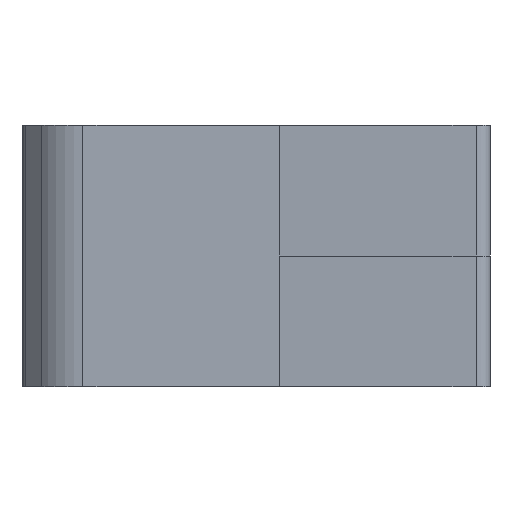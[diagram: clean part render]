
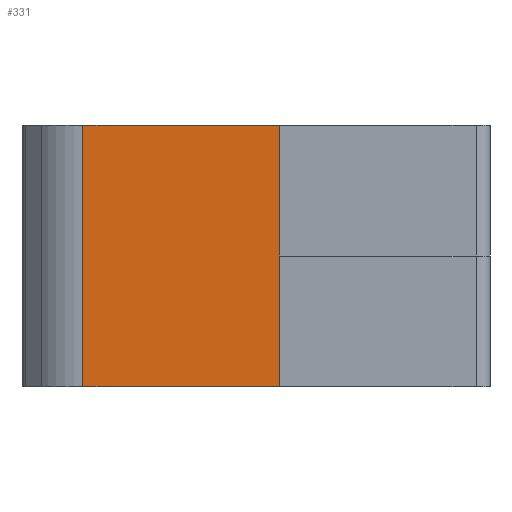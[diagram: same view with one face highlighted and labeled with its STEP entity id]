
A CAD part, left-side view. The second image highlights one B-rep face of the part: STEP entity #331.
In plain terms, the highlighted planar face has unit normal (-0.999, 0.035, 0).
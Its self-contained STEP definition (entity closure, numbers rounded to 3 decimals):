
#32 = VERTEX_POINT('',#33);
#33 = CARTESIAN_POINT('',(-80.187,19.702,-10.));
#40 = EDGE_CURVE('',#32,#41,#43,.T.);
#41 = VERTEX_POINT('',#42);
#42 = CARTESIAN_POINT('',(-80.712,4.657,-10.));
#43 = LINE('',#44,#45);
#44 = CARTESIAN_POINT('',(-80.121,21.59,-10.));
#45 = VECTOR('',#46,1.);
#46 = DIRECTION('',(-0.035,-0.999,0.));
#289 = VERTEX_POINT('',#290);
#290 = CARTESIAN_POINT('',(-80.187,19.702,10.));
#297 = EDGE_CURVE('',#32,#289,#298,.T.);
#298 = LINE('',#299,#300);
#299 = CARTESIAN_POINT('',(-80.187,19.702,-10.));
#300 = VECTOR('',#301,1.);
#301 = DIRECTION('',(0.,0.,1.));
#331 = ADVANCED_FACE('',(#332),#358,.F.);
#332 = FACE_BOUND('',#333,.F.);
#333 = EDGE_LOOP('',(#334,#335,#336,#344,#352));
#334 = ORIENTED_EDGE('',*,*,#40,.F.);
#335 = ORIENTED_EDGE('',*,*,#297,.T.);
#336 = ORIENTED_EDGE('',*,*,#337,.T.);
#337 = EDGE_CURVE('',#289,#338,#340,.T.);
#338 = VERTEX_POINT('',#339);
#339 = CARTESIAN_POINT('',(-80.712,4.657,10.));
#340 = LINE('',#341,#342);
#341 = CARTESIAN_POINT('',(-80.121,21.59,10.));
#342 = VECTOR('',#343,1.);
#343 = DIRECTION('',(-0.035,-0.999,0.));
#344 = ORIENTED_EDGE('',*,*,#345,.F.);
#345 = EDGE_CURVE('',#346,#338,#348,.T.);
#346 = VERTEX_POINT('',#347);
#347 = CARTESIAN_POINT('',(-80.712,4.657,0.));
#348 = LINE('',#349,#350);
#349 = CARTESIAN_POINT('',(-80.712,4.657,-10.));
#350 = VECTOR('',#351,1.);
#351 = DIRECTION('',(0.,0.,1.));
#352 = ORIENTED_EDGE('',*,*,#353,.F.);
#353 = EDGE_CURVE('',#41,#346,#354,.T.);
#354 = LINE('',#355,#356);
#355 = CARTESIAN_POINT('',(-80.712,4.657,-10.));
#356 = VECTOR('',#357,1.);
#357 = DIRECTION('',(0.,0.,1.));
#358 = PLANE('',#359);
#359 = AXIS2_PLACEMENT_3D('',#360,#361,#362);
#360 = CARTESIAN_POINT('',(-80.121,21.59,-10.));
#361 = DIRECTION('',(0.999,-0.035,0.));
#362 = DIRECTION('',(-0.035,-0.999,0.));
